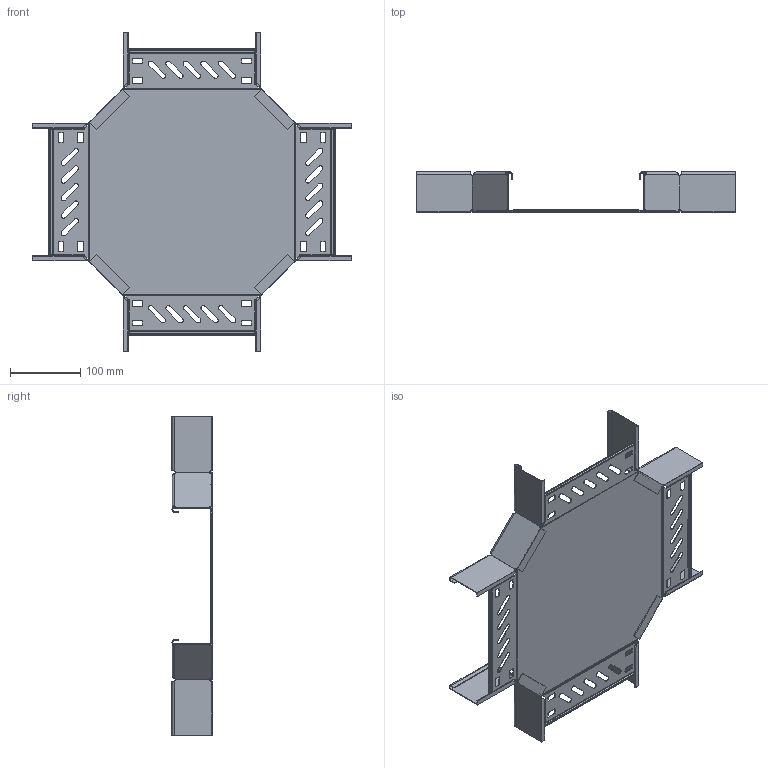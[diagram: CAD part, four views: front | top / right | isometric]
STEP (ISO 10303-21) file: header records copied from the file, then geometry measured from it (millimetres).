
FILE_DESCRIPTION (( 'STEP AP214' ), '1' );
FILE_NAME ('7027313.STEP', '2024-10-18T06:57:38', ( '' ), ( '' ), 'SwSTEP 2.0', 'SolidWorks 2022', '' );
FILE_SCHEMA (( 'AUTOMOTIVE_DESIGN' ));
Length unit declared in the file: millimetre
Products named in the file (3): 7027313; 167655_60x90°; 171992_200
Assembly tree (5 placements, depth 2):
  7027313
    171992_200
    167655_60x90°  x4
Bounding box: 453.97 x 57 x 453.97 mm (x, y, z)
Volume: 174908.2 mm3; surface area: 380496.7 mm2
Topology: 5 solids, 5 shells, 630 faces, 1668 edges, 1048 vertices
Faces by surface type: plane 370, cylinder 228, bspline 32
Entity records: 13819 total; most frequent: CARTESIAN_POINT 2928, ORIENTED_EDGE 2268, DIRECTION 2170, EDGE_CURVE 1134, VECTOR 726, LINE 726, VERTEX_POINT 724, AXIS2_PLACEMENT_3D 722
